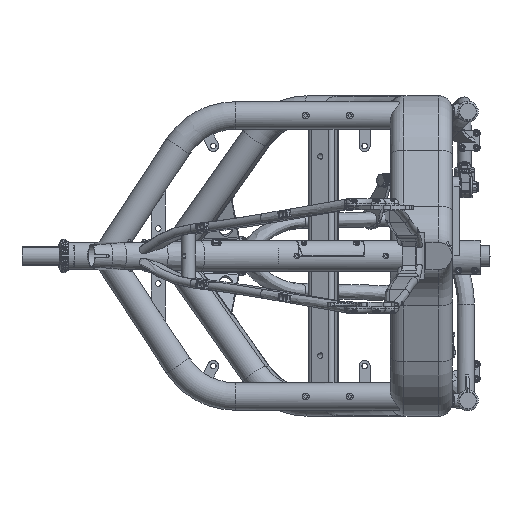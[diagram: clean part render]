
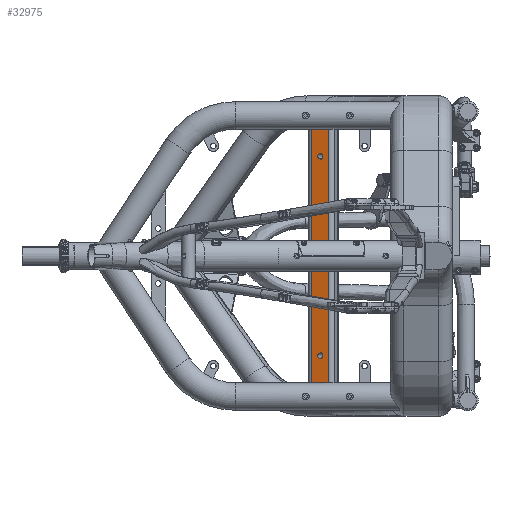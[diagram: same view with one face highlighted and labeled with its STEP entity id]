
A CAD part, left-side view. The second image highlights one B-rep face of the part: STEP entity #32975.
In plain terms, the highlighted planar face has unit normal (-0.961, 0.276, 0).
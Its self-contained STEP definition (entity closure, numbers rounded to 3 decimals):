
#1563=FACE_BOUND('',#7632,.T.);
#1564=FACE_BOUND('',#7633,.T.);
#1565=FACE_BOUND('',#7634,.T.);
#2626=CIRCLE('',#35386,4.);
#2628=CIRCLE('',#35389,4.);
#2630=CIRCLE('',#35392,4.);
#5456=FACE_OUTER_BOUND('',#7631,.T.);
#7631=EDGE_LOOP('',(#24667,#24668,#24669,#24670));
#7632=EDGE_LOOP('',(#24671));
#7633=EDGE_LOOP('',(#24672));
#7634=EDGE_LOOP('',(#24673));
#10661=LINE('',#53525,#12864);
#10662=LINE('',#53527,#12865);
#10663=LINE('',#53529,#12866);
#10664=LINE('',#53530,#12867);
#12864=VECTOR('',#41379,10.);
#12865=VECTOR('',#41380,10.);
#12866=VECTOR('',#41381,10.);
#12867=VECTOR('',#41382,10.);
#15049=VERTEX_POINT('',#52721);
#15051=VERTEX_POINT('',#52726);
#15053=VERTEX_POINT('',#52731);
#15255=VERTEX_POINT('',#53523);
#15256=VERTEX_POINT('',#53524);
#15257=VERTEX_POINT('',#53526);
#15258=VERTEX_POINT('',#53528);
#18599=EDGE_CURVE('',#15049,#15049,#2626,.T.);
#18601=EDGE_CURVE('',#15051,#15051,#2628,.T.);
#18603=EDGE_CURVE('',#15053,#15053,#2630,.T.);
#18897=EDGE_CURVE('',#15255,#15256,#10661,.T.);
#18898=EDGE_CURVE('',#15257,#15255,#10662,.T.);
#18899=EDGE_CURVE('',#15258,#15257,#10663,.T.);
#18900=EDGE_CURVE('',#15258,#15256,#10664,.T.);
#24667=ORIENTED_EDGE('',*,*,#18897,.F.);
#24668=ORIENTED_EDGE('',*,*,#18898,.F.);
#24669=ORIENTED_EDGE('',*,*,#18899,.F.);
#24670=ORIENTED_EDGE('',*,*,#18900,.T.);
#24671=ORIENTED_EDGE('',*,*,#18603,.T.);
#24672=ORIENTED_EDGE('',*,*,#18601,.T.);
#24673=ORIENTED_EDGE('',*,*,#18599,.T.);
#31712=PLANE('',#35568);
#32975=ADVANCED_FACE('',(#5456,#1563,#1564,#1565),#31712,.T.);
#35386=AXIS2_PLACEMENT_3D('',#52722,#40795,#40796);
#35389=AXIS2_PLACEMENT_3D('',#52727,#40801,#40802);
#35392=AXIS2_PLACEMENT_3D('',#52732,#40807,#40808);
#35568=AXIS2_PLACEMENT_3D('',#53522,#41377,#41378);
#40795=DIRECTION('center_axis',(0.961,-0.276,0.));
#40796=DIRECTION('ref_axis',(0.,0.,-1.));
#40801=DIRECTION('center_axis',(0.961,-0.276,0.));
#40802=DIRECTION('ref_axis',(0.,0.,-1.));
#40807=DIRECTION('center_axis',(0.961,-0.276,0.));
#40808=DIRECTION('ref_axis',(0.,0.,-1.));
#41377=DIRECTION('center_axis',(-0.961,0.276,0.));
#41378=DIRECTION('ref_axis',(-0.276,-0.961,0.));
#41379=DIRECTION('',(-0.276,-0.961,0.));
#41380=DIRECTION('',(0.,0.,1.));
#41381=DIRECTION('',(0.276,0.961,0.));
#41382=DIRECTION('',(0.,0.,1.));
#52721=CARTESIAN_POINT('',(714.627,420.604,4.));
#52722=CARTESIAN_POINT('Origin',(714.627,420.604,0.));
#52726=CARTESIAN_POINT('',(714.627,420.604,-141.));
#52727=CARTESIAN_POINT('Origin',(714.627,420.604,-145.));
#52731=CARTESIAN_POINT('',(714.627,420.604,149.));
#52732=CARTESIAN_POINT('Origin',(714.627,420.604,145.));
#53522=CARTESIAN_POINT('Origin',(718.21,433.101,0.));
#53523=CARTESIAN_POINT('',(718.21,433.101,193.635));
#53524=CARTESIAN_POINT('',(711.044,408.108,193.635));
#53525=CARTESIAN_POINT('',(667.768,257.19,193.635));
#53526=CARTESIAN_POINT('',(718.21,433.101,-193.635));
#53527=CARTESIAN_POINT('',(718.21,433.101,0.));
#53528=CARTESIAN_POINT('',(711.044,408.108,-193.635));
#53529=CARTESIAN_POINT('',(667.768,257.19,-193.635));
#53530=CARTESIAN_POINT('',(711.044,408.108,0.));
